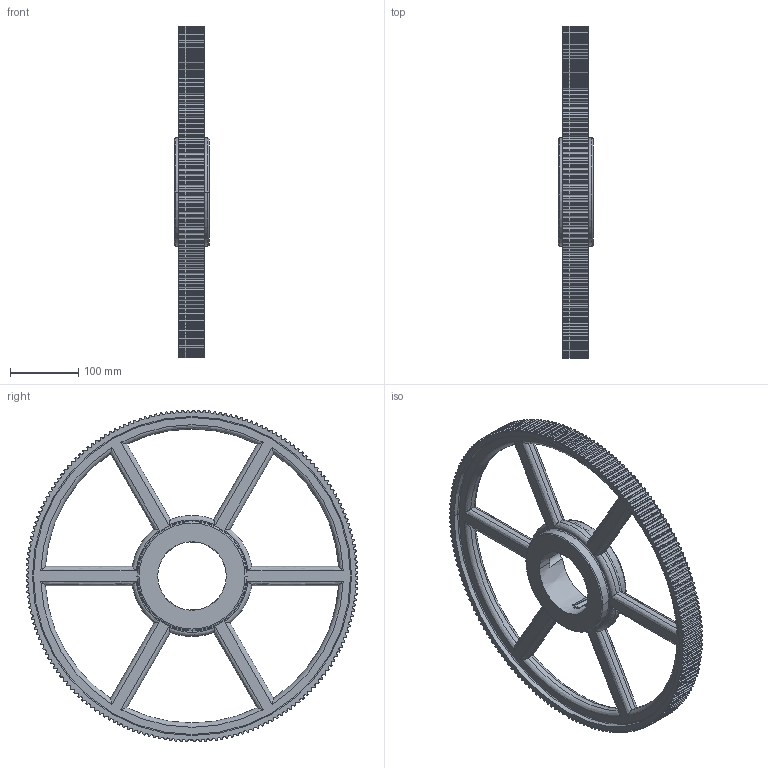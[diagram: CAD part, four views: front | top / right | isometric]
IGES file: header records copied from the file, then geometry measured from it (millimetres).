
Global section: file name: _cgs_temp_output.igs; native system: Creo Parametric by Parametric Technology Corporation; preprocessor: 2016360; author: SYSTEM; organization: Unknown; date: 20170924.114955; units: inch
Bounding box: 51.63 x 487.63 x 487.62 mm (x, y, z)
Volume: 2020210.2 mm3; surface area: 340249.3 mm2
Topology: 1 solids, 3 shells, 1261 faces, 3729 edges, 2498 vertices
Faces by surface type: revolution 1238, bspline 23
